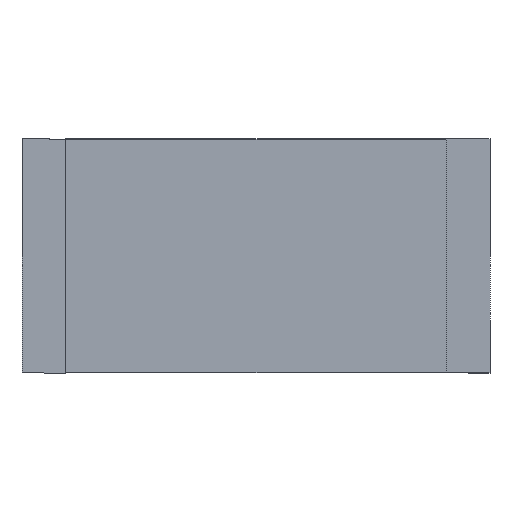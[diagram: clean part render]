
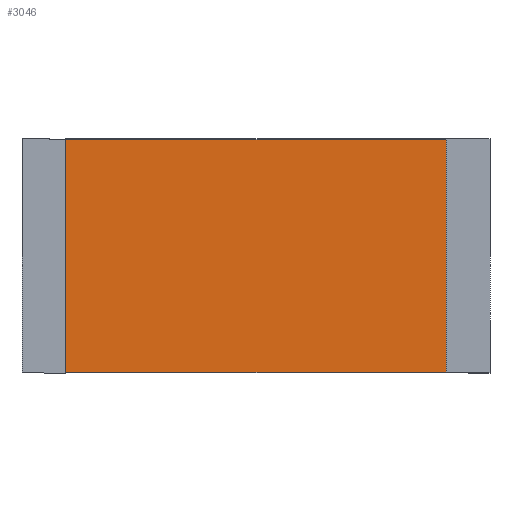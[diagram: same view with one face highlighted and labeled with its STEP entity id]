
A CAD part, front view. The second image highlights one B-rep face of the part: STEP entity #3046.
In plain terms, the highlighted planar face has unit normal (0, -1, 0).
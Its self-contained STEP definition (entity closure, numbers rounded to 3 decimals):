
#163 = VECTOR ( 'NONE', #514, 1000. ) ;
#363 = EDGE_CURVE ( 'NONE', #2189, #2990, #1095, .T. ) ;
#402 = DIRECTION ( 'NONE',  ( 1., 0., 0. ) ) ;
#464 = EDGE_CURVE ( 'NONE', #1761, #2189, #4598, .T. ) ;
#492 = VECTOR ( 'NONE', #3190, 1000. ) ;
#514 = DIRECTION ( 'NONE',  ( 1., 0., 0. ) ) ;
#550 = CARTESIAN_POINT ( 'NONE',  ( -2.6, -0.215, 0.01 ) ) ;
#783 = ORIENTED_EDGE ( 'NONE', *, *, #4787, .F. ) ;
#853 = VECTOR ( 'NONE', #402, 1000. ) ;
#1095 = LINE ( 'NONE', #1880, #853 ) ;
#1278 = CARTESIAN_POINT ( 'NONE',  ( 2.6, -0.215, 0.01 ) ) ;
#1347 = CARTESIAN_POINT ( 'NONE',  ( 2.6, -0.215, 0.01 ) ) ;
#1635 = CARTESIAN_POINT ( 'NONE',  ( -2.6, -0.215, 0.01 ) ) ;
#1761 = VERTEX_POINT ( 'NONE', #3620 ) ;
#1880 = CARTESIAN_POINT ( 'NONE',  ( 0., -0.215, 0.01 ) ) ;
#1881 = CARTESIAN_POINT ( 'NONE',  ( 2.6, -0.215, 3.2 ) ) ;
#2056 = LINE ( 'NONE', #4893, #163 ) ;
#2114 = VERTEX_POINT ( 'NONE', #3127 ) ;
#2189 = VERTEX_POINT ( 'NONE', #1635 ) ;
#2418 = DIRECTION ( 'NONE',  ( 0., 1., 0. ) ) ;
#2471 = AXIS2_PLACEMENT_3D ( 'NONE', #1347, #2418, #4684 ) ;
#2619 = LINE ( 'NONE', #1881, #4039 ) ;
#2645 = ORIENTED_EDGE ( 'NONE', *, *, #464, .T. ) ;
#2782 = EDGE_CURVE ( 'NONE', #2114, #2990, #2619, .T. ) ;
#2990 = VERTEX_POINT ( 'NONE', #1278 ) ;
#3046 = ADVANCED_FACE ( 'NONE', ( #3319 ), #3977, .F. ) ;
#3127 = CARTESIAN_POINT ( 'NONE',  ( 2.6, -0.215, 3.19 ) ) ;
#3190 = DIRECTION ( 'NONE',  ( 0., 0., -1. ) ) ;
#3319 = FACE_OUTER_BOUND ( 'NONE', #3893, .T. ) ;
#3620 = CARTESIAN_POINT ( 'NONE',  ( -2.6, -0.215, 3.19 ) ) ;
#3825 = DIRECTION ( 'NONE',  ( 0., 0., -1. ) ) ;
#3893 = EDGE_LOOP ( 'NONE', ( #3915, #4359, #783, #2645 ) ) ;
#3915 = ORIENTED_EDGE ( 'NONE', *, *, #363, .T. ) ;
#3977 = PLANE ( 'NONE',  #2471 ) ;
#4039 = VECTOR ( 'NONE', #3825, 1000. ) ;
#4359 = ORIENTED_EDGE ( 'NONE', *, *, #2782, .F. ) ;
#4598 = LINE ( 'NONE', #550, #492 ) ;
#4684 = DIRECTION ( 'NONE',  ( 0., 0., 1. ) ) ;
#4787 = EDGE_CURVE ( 'NONE', #1761, #2114, #2056, .T. ) ;
#4893 = CARTESIAN_POINT ( 'NONE',  ( -2.9, -0.215, 3.19 ) ) ;
